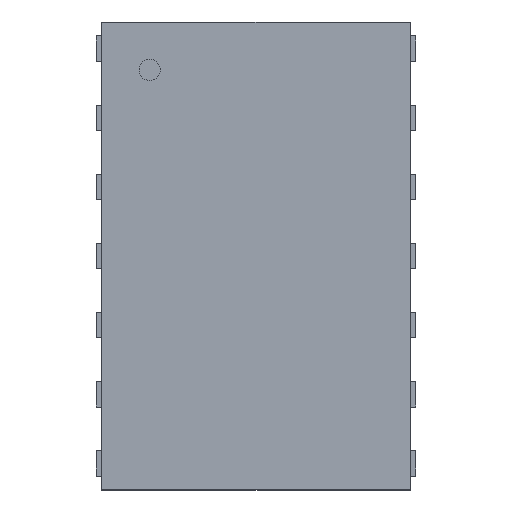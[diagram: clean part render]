
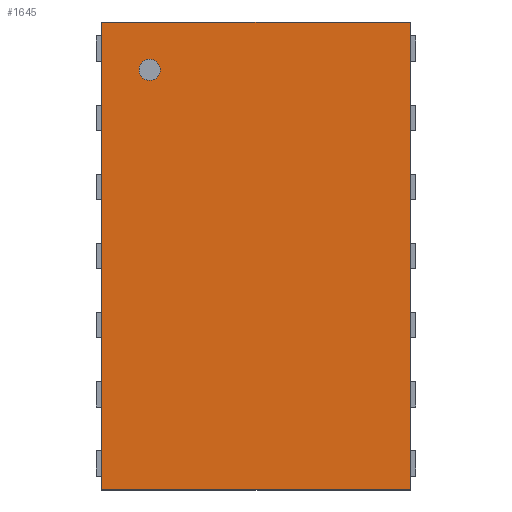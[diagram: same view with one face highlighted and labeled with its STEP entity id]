
A CAD part, top view. The second image highlights one B-rep face of the part: STEP entity #1645.
In plain terms, the highlighted planar face has unit normal (0, 0, 1).
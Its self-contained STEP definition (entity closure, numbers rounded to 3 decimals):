
#13=DIRECTION('',(0.,0.,1.));
#27=VECTOR('',#28,1.);
#28=DIRECTION('',(0.,-1.,0.));
#34=VECTOR('',#35,1.);
#35=DIRECTION('',(1.,0.,0.));
#502=VERTEX_POINT('',#503);
#503=CARTESIAN_POINT('',(1.45,2.2,0.6));
#506=EDGE_CURVE('',#502,#507,#509,.T.);
#507=VERTEX_POINT('',#508);
#508=CARTESIAN_POINT('',(1.45,-2.2,0.6));
#509=LINE('',#503,#27);
#635=VERTEX_POINT('',#636);
#636=CARTESIAN_POINT('',(-1.45,2.2,0.6));
#639=ORIENTED_EDGE('',*,*,#640,.F.);
#640=EDGE_CURVE('',#635,#502,#641,.T.);
#641=LINE('',#636,#34);
#674=ORIENTED_EDGE('',*,*,#675,.T.);
#675=EDGE_CURVE('',#635,#676,#678,.T.);
#676=VERTEX_POINT('',#677);
#677=CARTESIAN_POINT('',(-1.45,-2.2,0.6));
#678=LINE('',#636,#27);
#1641=EDGE_CURVE('',#676,#507,#1642,.T.);
#1642=LINE('',#677,#34);
#1645=ADVANCED_FACE('',(#1646,#1650),#1660,.T.);
#1646=FACE_BOUND('',#1647,.T.);
#1647=EDGE_LOOP('',(#639,#674,#1648,#1649));
#1648=ORIENTED_EDGE('',*,*,#1641,.T.);
#1649=ORIENTED_EDGE('',*,*,#506,.F.);
#1650=FACE_BOUND('',#1651,.T.);
#1651=EDGE_LOOP('',(#1652));
#1652=ORIENTED_EDGE('',*,*,#1653,.T.);
#1653=EDGE_CURVE('',#1654,#1654,#1656,.T.);
#1654=VERTEX_POINT('',#1655);
#1655=CARTESIAN_POINT('',(-1.,1.65,0.6));
#1656=CIRCLE('',#1657,0.1);
#1657=AXIS2_PLACEMENT_3D('',#1658,#1659,#28);
#1658=CARTESIAN_POINT('',(-1.,1.75,0.6));
#1659=DIRECTION('',(0.,0.,-1.));
#1660=PLANE('',#1661);
#1661=AXIS2_PLACEMENT_3D('',#636,#13,#28);
